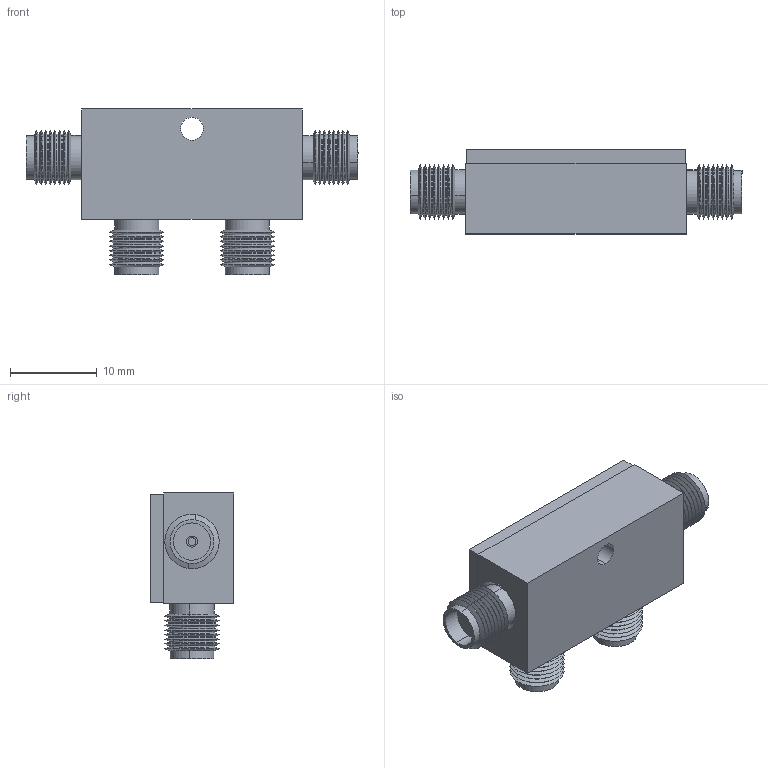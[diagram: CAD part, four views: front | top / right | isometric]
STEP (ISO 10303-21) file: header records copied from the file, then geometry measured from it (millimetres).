
FILE_DESCRIPTION (( 'STEP AP214' ), '1' );
FILE_NAME ('DCS 110_P.STEP', '2022-08-01T17:13:09', ( '' ), ( '' ), 'SwSTEP 2.0', 'SolidWorks 2021', '' );
FILE_SCHEMA (( 'AUTOMOTIVE_DESIGN' ));
Length unit declared in the file: inch
Products named in the file (1): DCS 110_P
Bounding box: 38.2 x 9.65 x 19.1 mm (x, y, z)
Volume: 3512.2 mm3; surface area: 4635.1 mm2
Topology: 14 solids, 14 shells, 941 faces, 2397 edges, 1526 vertices
Faces by surface type: cylinder 518, plane 239, cone 144, bspline 40
Entity records: 35941 total; most frequent: CARTESIAN_POINT 7473, DIRECTION 5245, ORIENTED_EDGE 4794, EDGE_CURVE 2397, AXIS2_PLACEMENT_3D 2034, VERTEX_POINT 1526, VECTOR 1177, LINE 1177
